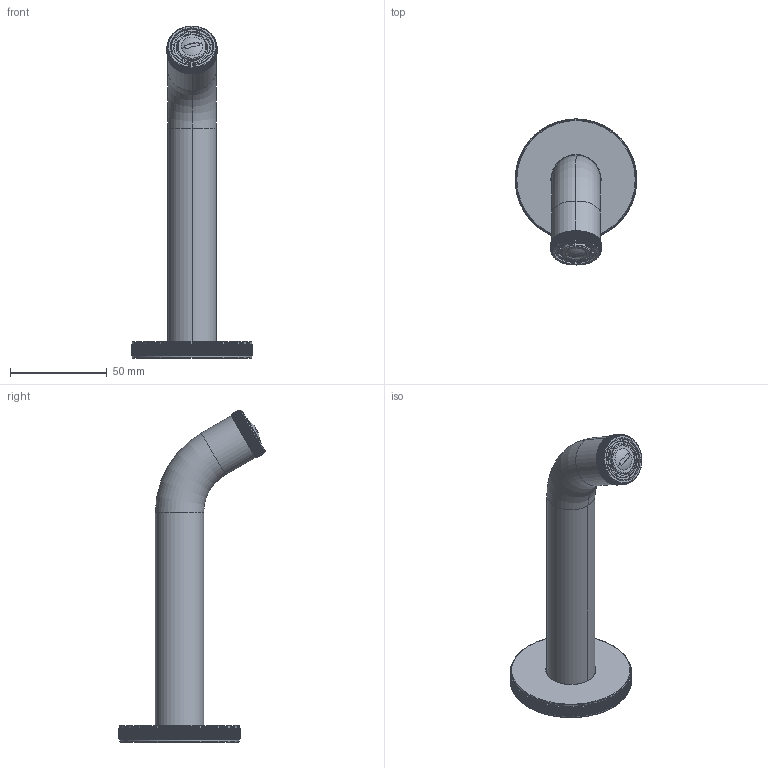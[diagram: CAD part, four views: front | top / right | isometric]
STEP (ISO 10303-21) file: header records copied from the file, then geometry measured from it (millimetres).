
FILE_DESCRIPTION (( 'STEP AP203' ), '1' );
FILE_NAME ('412-0805 Milli Etch Wall Basin Bath Outlet 160mm.STEP', '2024-10-17T01:00:15', ( '' ), ( '' ), 'SwSTEP 2.0', 'SolidWorks 2021', '' );
FILE_SCHEMA (( 'CONFIG_CONTROL_DESIGN' ));
Length unit declared in the file: millimetre
Products named in the file (1): 412-0805 Milli Etch Wall Basin Bath Outlet 160mm
Bounding box: 63 x 75.92 x 172.03 mm (x, y, z)
Volume: 30330.3 mm3; surface area: 40672.6 mm2
Topology: 6 solids, 6 shells, 9588 faces, 19894 edges, 10334 vertices
Faces by surface type: plane 3945, cone 3528, cylinder 2013, torus 100, sphere 2
Entity records: 250700 total; most frequent: CARTESIAN_POINT 63195, ORIENTED_EDGE 39788, DIRECTION 37403, EDGE_CURVE 19894, AXIS2_PLACEMENT_3D 15706, VERTEX_POINT 10334, EDGE_LOOP 9614, FACE_OUTER_BOUND 9588
